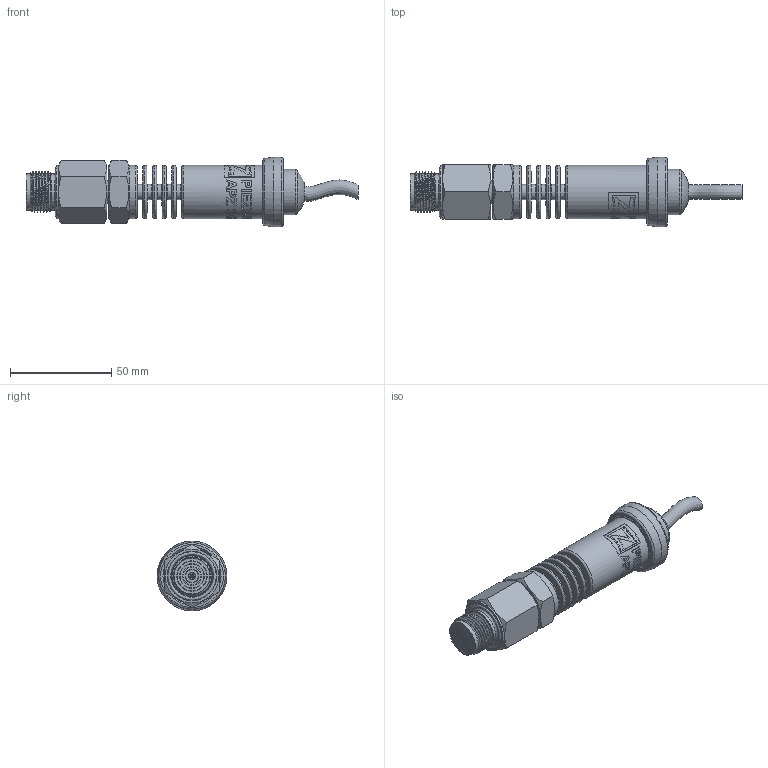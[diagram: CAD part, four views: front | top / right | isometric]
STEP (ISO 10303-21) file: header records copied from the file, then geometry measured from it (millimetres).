
FILE_DESCRIPTION(/* description */ (''),/* implementation_level */ '2;1');
FILE_NAME(/* name */ 'APZ3420m_M20x1,5DIN-flush_radiator_5.step',/* time_stamp */ '2021-07-06T15:40:12+03:00',/* author */ (''),/* organization */ (''),/* preprocessor_version */ 'ST-DEVELOPER v18.1',/* originating_system */ 'Autodesk Translation Framework v10.9.0.1377',/* authorisation */ '');
FILE_SCHEMA (('AUTOMOTIVE_DESIGN { 1 0 10303 214 3 1 1 }'));
Length unit declared in the file: millimetre
Products named in the file (7): АПЗ 3420м заполненная; G 1/4 EN Radiator; Stainless steel cable gland assembly; Stainless steel cable gland; Stainless steel cable gland nut; wire; M20x1,5DIN diaphragm 18 v8
Assembly tree (6 placements, depth 3):
  АПЗ 3420м заполненная
    G 1/4 EN Radiator
    Stainless steel cable gland assembly
      Stainless steel cable gland
      Stainless steel cable gland nut
      wire
    M20x1,5DIN diaphragm 18 v8
Bounding box: 164.23 x 34.5 x 34.5 mm (x, y, z)
Volume: 66963.5 mm3; surface area: 26463.6 mm2
Topology: 7 solids, 7 shells, 520 faces, 1383 edges, 916 vertices
Faces by surface type: bspline 282, cylinder 104, plane 65, torus 42, cone 26, sphere 1
Full cylindrical faces by diameter (mm): 2 x1, 3.3 x1, 4 x1, 5 x2, 5.1 x1, 7.2 x1, 7.5 x5, 9.5 x2, 11 x1, 11.445 x5, 13 x1, 13.157 x9, 18 x2, 18.137 x5, 19.85 x4, 21 x1, 21.4 x1, 22.3 x2, 22.5 x1, 24 x1, 24.5 x1, 25.132 x4, 25.526 x2, 26.5 x3, 26.85 x4, 27.208 x3, 27.7 x1, 34.5 x1
Entity records: 33994 total; most frequent: CARTESIAN_POINT 22842, ORIENTED_EDGE 2764, DIRECTION 1427, EDGE_CURVE 1382, VERTEX_POINT 916, B_SPLINE_CURVE_WITH_KNOTS 681, EDGE_LOOP 568, FACE_OUTER_BOUND 520
